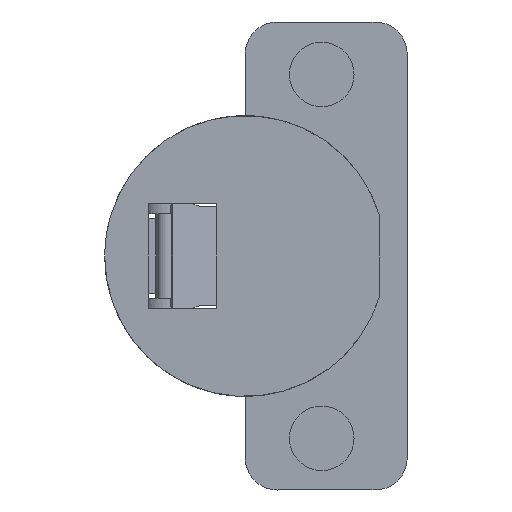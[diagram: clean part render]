
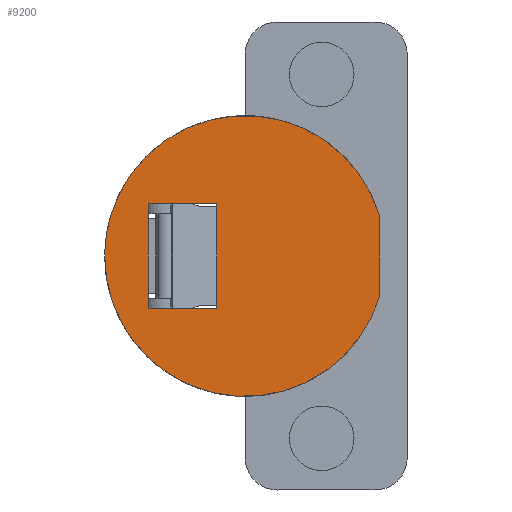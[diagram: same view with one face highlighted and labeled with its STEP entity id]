
A CAD part, front view. The second image highlights one B-rep face of the part: STEP entity #9200.
In plain terms, the highlighted planar face has unit normal (0, -1, 0).
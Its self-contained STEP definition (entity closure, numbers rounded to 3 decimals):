
#2271=DIRECTION('',(-1.,0.,0.));
#2272=VECTOR('',#2271,8.5);
#2273=CARTESIAN_POINT('',(1.182,-11.2,6.5));
#2274=LINE('',#2273,#2272);
#2431=DIRECTION('',(1.,0.,0.));
#2432=VECTOR('',#2431,8.5);
#2433=CARTESIAN_POINT('',(-7.318,-11.2,-6.5));
#2434=LINE('',#2433,#2432);
#2535=DIRECTION('',(0.,0.,1.));
#2536=VECTOR('',#2535,9.771);
#2537=CARTESIAN_POINT('',(21.382,-11.2,-4.886));
#2538=LINE('',#2537,#2536);
#2542=CARTESIAN_POINT('',(4.682,-11.2,0.));
#2543=DIRECTION('',(0.,-1.,0.));
#2544=DIRECTION('',(-1.,0.,0.));
#2545=AXIS2_PLACEMENT_3D('',#2542,#2543,#2544);
#2550=CARTESIAN_POINT('',(4.682,-11.2,0.));
#2551=DIRECTION('',(0.,-1.,0.));
#2552=DIRECTION('',(-0.96,0.,0.281));
#2553=AXIS2_PLACEMENT_3D('',#2550,#2551,#2552);
#2558=CARTESIAN_POINT('',(4.682,-11.2,0.));
#2559=DIRECTION('',(0.,-1.,0.));
#2560=DIRECTION('',(0.96,0.,0.281));
#2561=AXIS2_PLACEMENT_3D('',#2558,#2559,#2560);
#2566=DIRECTION('',(0.,0.,1.));
#2567=VECTOR('',#2566,13.);
#2568=CARTESIAN_POINT('',(-7.318,-11.2,-6.5));
#2569=LINE('',#2568,#2567);
#4018=DIRECTION('',(0.,0.,1.));
#4019=VECTOR('',#4018,13.);
#4020=CARTESIAN_POINT('',(1.182,-11.2,-6.5));
#4021=LINE('',#4020,#4019);
#7345=CARTESIAN_POINT('',(1.182,-11.2,6.5));
#7346=VERTEX_POINT('',#7345);
#7377=CARTESIAN_POINT('',(-7.318,-11.2,6.5));
#7378=VERTEX_POINT('',#7377);
#7399=CARTESIAN_POINT('',(1.182,-11.2,-6.5));
#7400=VERTEX_POINT('',#7399);
#7437=CARTESIAN_POINT('',(21.382,-11.2,-4.886));
#7438=CARTESIAN_POINT('',(21.382,-11.2,4.886));
#7439=VERTEX_POINT('',#7437);
#7440=VERTEX_POINT('',#7438);
#7441=CARTESIAN_POINT('',(-7.318,-11.2,-6.5));
#7442=VERTEX_POINT('',#7441);
#7469=CARTESIAN_POINT('',(-12.018,-11.2,4.886));
#7470=VERTEX_POINT('',#7469);
#7471=CARTESIAN_POINT('',(-12.718,-11.2,0.));
#7472=VERTEX_POINT('',#7471);
#9178=CARTESIAN_POINT('',(4.682,-11.2,0.));
#9179=DIRECTION('',(0.,1.,0.));
#9180=DIRECTION('',(1.,0.,0.));
#9181=AXIS2_PLACEMENT_3D('',#9178,#9179,#9180);
#9182=PLANE('',#9181);
#9184=ORIENTED_EDGE('',*,*,#9183,.F.);
#9186=ORIENTED_EDGE('',*,*,#9185,.F.);
#9188=ORIENTED_EDGE('',*,*,#9187,.F.);
#9190=ORIENTED_EDGE('',*,*,#9189,.F.);
#9191=EDGE_LOOP('',(#9184,#9186,#9188,#9190));
#9192=FACE_OUTER_BOUND('',#9191,.F.);
#9193=ORIENTED_EDGE('',*,*,#9104,.T.);
#9195=ORIENTED_EDGE('',*,*,#9194,.T.);
#9196=ORIENTED_EDGE('',*,*,#8966,.T.);
#9197=ORIENTED_EDGE('',*,*,#9171,.F.);
#9198=EDGE_LOOP('',(#9193,#9195,#9196,#9197));
#9199=FACE_BOUND('',#9198,.F.);
#2546=CIRCLE('',#2545,17.4);
#2554=CIRCLE('',#2553,17.4);
#2562=CIRCLE('',#2561,17.4);
#8966=EDGE_CURVE('',#7346,#7378,#2274,.T.);
#9104=EDGE_CURVE('',#7442,#7400,#2434,.T.);
#9171=EDGE_CURVE('',#7442,#7378,#2569,.T.);
#9183=EDGE_CURVE('',#7439,#7440,#2538,.T.);
#9185=EDGE_CURVE('',#7472,#7439,#2546,.T.);
#9187=EDGE_CURVE('',#7470,#7472,#2554,.T.);
#9189=EDGE_CURVE('',#7440,#7470,#2562,.T.);
#9194=EDGE_CURVE('',#7400,#7346,#4021,.T.);
#9200=ADVANCED_FACE('',(#9192,#9199),#9182,.F.);
